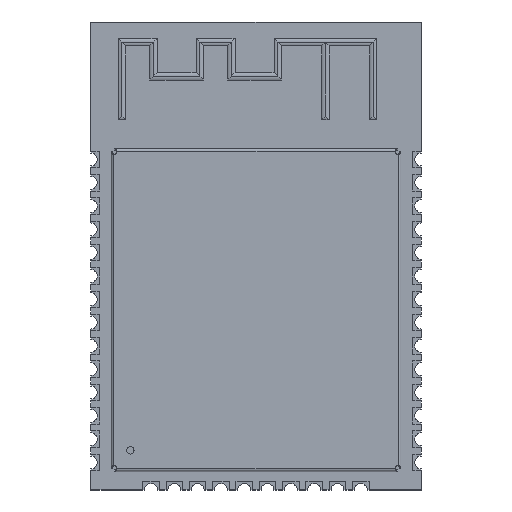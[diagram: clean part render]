
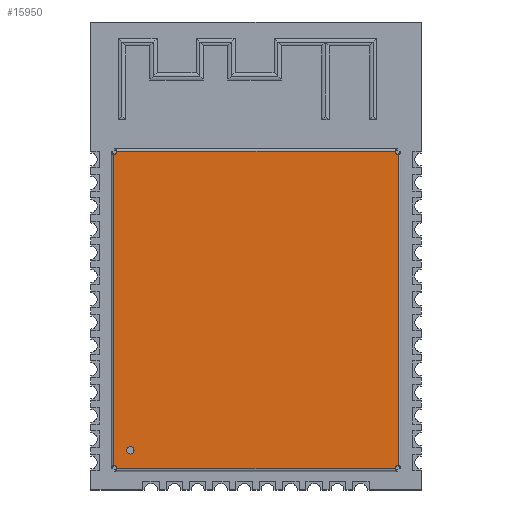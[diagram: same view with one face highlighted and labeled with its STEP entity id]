
A CAD part, top view. The second image highlights one B-rep face of the part: STEP entity #15950.
In plain terms, the highlighted planar face has unit normal (0, 0, 1).
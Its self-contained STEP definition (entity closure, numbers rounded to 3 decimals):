
#15747 = VERTEX_POINT('',#15748);
#15748 = CARTESIAN_POINT('',(-7.581,-8.575,3.25));
#15765 = VERTEX_POINT('',#15766);
#15766 = CARTESIAN_POINT('',(-7.729,-8.404,3.25));
#15772 = EDGE_CURVE('',#15765,#15747,#15773,.T.);
#15773 = CIRCLE('',#15774,0.15);
#15774 = AXIS2_PLACEMENT_3D('',#15775,#15776,#15777);
#15775 = CARTESIAN_POINT('',(-7.729,-8.554,3.25));
#15776 = DIRECTION('',(0.,0.,-1.));
#15777 = DIRECTION('',(0.,1.,0.));
#15788 = VERTEX_POINT('',#15789);
#15789 = CARTESIAN_POINT('',(7.75,-8.406,3.25));
#15806 = VERTEX_POINT('',#15807);
#15807 = CARTESIAN_POINT('',(7.729,-8.404,3.25));
#15813 = EDGE_CURVE('',#15806,#15788,#15814,.T.);
#15814 = CIRCLE('',#15815,0.15);
#15815 = AXIS2_PLACEMENT_3D('',#15816,#15817,#15818);
#15816 = CARTESIAN_POINT('',(7.729,-8.554,3.25));
#15817 = DIRECTION('',(0.,0.,-1.));
#15818 = DIRECTION('',(0.,1.,0.));
#15831 = VERTEX_POINT('',#15832);
#15832 = CARTESIAN_POINT('',(-6.846,-7.77,3.25));
#15838 = EDGE_CURVE('',#15839,#15831,#15841,.T.);
#15839 = VERTEX_POINT('',#15840);
#15840 = CARTESIAN_POINT('',(-6.846,-7.37,3.25));
#15841 = CIRCLE('',#15842,0.2);
#15842 = AXIS2_PLACEMENT_3D('',#15843,#15844,#15845);
#15843 = CARTESIAN_POINT('',(-6.846,-7.57,3.25));
#15844 = DIRECTION('',(-0.,0.,1.));
#15845 = DIRECTION('',(0.,-1.,0.));
#15950 = ADVANCED_FACE('',(#15951,#15961),#16029,.F.);
#15951 = FACE_BOUND('',#15952,.T.);
#15952 = EDGE_LOOP('',(#15953,#15960));
#15953 = ORIENTED_EDGE('',*,*,#15954,.F.);
#15954 = EDGE_CURVE('',#15831,#15839,#15955,.T.);
#15955 = CIRCLE('',#15956,0.2);
#15956 = AXIS2_PLACEMENT_3D('',#15957,#15958,#15959);
#15957 = CARTESIAN_POINT('',(-6.846,-7.57,3.25));
#15958 = DIRECTION('',(-0.,0.,1.));
#15959 = DIRECTION('',(0.,-1.,0.));
#15960 = ORIENTED_EDGE('',*,*,#15838,.F.);
#15961 = FACE_BOUND('',#15962,.T.);
#15962 = EDGE_LOOP('',(#15963,#15973,#15980,#15981,#15989,#15996,#15997,
    #16005,#16014,#16022));
#15963 = ORIENTED_EDGE('',*,*,#15964,.T.);
#15964 = EDGE_CURVE('',#15965,#15967,#15969,.T.);
#15965 = VERTEX_POINT('',#15966);
#15966 = CARTESIAN_POINT('',(-7.75,8.556,3.25));
#15967 = VERTEX_POINT('',#15968);
#15968 = CARTESIAN_POINT('',(-7.75,-8.406,3.25));
#15969 = LINE('',#15970,#15971);
#15970 = CARTESIAN_POINT('',(-7.75,8.725,3.25));
#15971 = VECTOR('',#15972,1.);
#15972 = DIRECTION('',(0.,-1.,0.));
#15973 = ORIENTED_EDGE('',*,*,#15974,.T.);
#15974 = EDGE_CURVE('',#15967,#15765,#15975,.T.);
#15975 = CIRCLE('',#15976,0.15);
#15976 = AXIS2_PLACEMENT_3D('',#15977,#15978,#15979);
#15977 = CARTESIAN_POINT('',(-7.729,-8.554,3.25));
#15978 = DIRECTION('',(0.,0.,-1.));
#15979 = DIRECTION('',(0.,1.,0.));
#15980 = ORIENTED_EDGE('',*,*,#15772,.T.);
#15981 = ORIENTED_EDGE('',*,*,#15982,.T.);
#15982 = EDGE_CURVE('',#15747,#15983,#15985,.T.);
#15983 = VERTEX_POINT('',#15984);
#15984 = CARTESIAN_POINT('',(7.581,-8.575,3.25));
#15985 = LINE('',#15986,#15987);
#15986 = CARTESIAN_POINT('',(-7.75,-8.575,3.25));
#15987 = VECTOR('',#15988,1.);
#15988 = DIRECTION('',(1.,0.,0.));
#15989 = ORIENTED_EDGE('',*,*,#15990,.T.);
#15990 = EDGE_CURVE('',#15983,#15806,#15991,.T.);
#15991 = CIRCLE('',#15992,0.15);
#15992 = AXIS2_PLACEMENT_3D('',#15993,#15994,#15995);
#15993 = CARTESIAN_POINT('',(7.729,-8.554,3.25));
#15994 = DIRECTION('',(0.,0.,-1.));
#15995 = DIRECTION('',(0.,1.,0.));
#15996 = ORIENTED_EDGE('',*,*,#15813,.T.);
#15997 = ORIENTED_EDGE('',*,*,#15998,.T.);
#15998 = EDGE_CURVE('',#15788,#15999,#16001,.T.);
#15999 = VERTEX_POINT('',#16000);
#16000 = CARTESIAN_POINT('',(7.75,8.556,3.25));
#16001 = LINE('',#16002,#16003);
#16002 = CARTESIAN_POINT('',(7.75,-8.575,3.25));
#16003 = VECTOR('',#16004,1.);
#16004 = DIRECTION('',(-0.,1.,0.));
#16005 = ORIENTED_EDGE('',*,*,#16006,.T.);
#16006 = EDGE_CURVE('',#15999,#16007,#16009,.T.);
#16007 = VERTEX_POINT('',#16008);
#16008 = CARTESIAN_POINT('',(7.581,8.725,3.25));
#16009 = CIRCLE('',#16010,0.15);
#16010 = AXIS2_PLACEMENT_3D('',#16011,#16012,#16013);
#16011 = CARTESIAN_POINT('',(7.729,8.704,3.25));
#16012 = DIRECTION('',(0.,0.,-1.));
#16013 = DIRECTION('',(0.,1.,0.));
#16014 = ORIENTED_EDGE('',*,*,#16015,.T.);
#16015 = EDGE_CURVE('',#16007,#16016,#16018,.T.);
#16016 = VERTEX_POINT('',#16017);
#16017 = CARTESIAN_POINT('',(-7.581,8.725,3.25));
#16018 = LINE('',#16019,#16020);
#16019 = CARTESIAN_POINT('',(7.75,8.725,3.25));
#16020 = VECTOR('',#16021,1.);
#16021 = DIRECTION('',(-1.,0.,0.));
#16022 = ORIENTED_EDGE('',*,*,#16023,.T.);
#16023 = EDGE_CURVE('',#16016,#15965,#16024,.T.);
#16024 = CIRCLE('',#16025,0.15);
#16025 = AXIS2_PLACEMENT_3D('',#16026,#16027,#16028);
#16026 = CARTESIAN_POINT('',(-7.729,8.704,3.25));
#16027 = DIRECTION('',(0.,0.,-1.));
#16028 = DIRECTION('',(0.,1.,0.));
#16029 = PLANE('',#16030);
#16030 = AXIS2_PLACEMENT_3D('',#16031,#16032,#16033);
#16031 = CARTESIAN_POINT('',(0.,3.025,3.25));
#16032 = DIRECTION('',(0.,0.,-1.));
#16033 = DIRECTION('',(0.,1.,0.));
